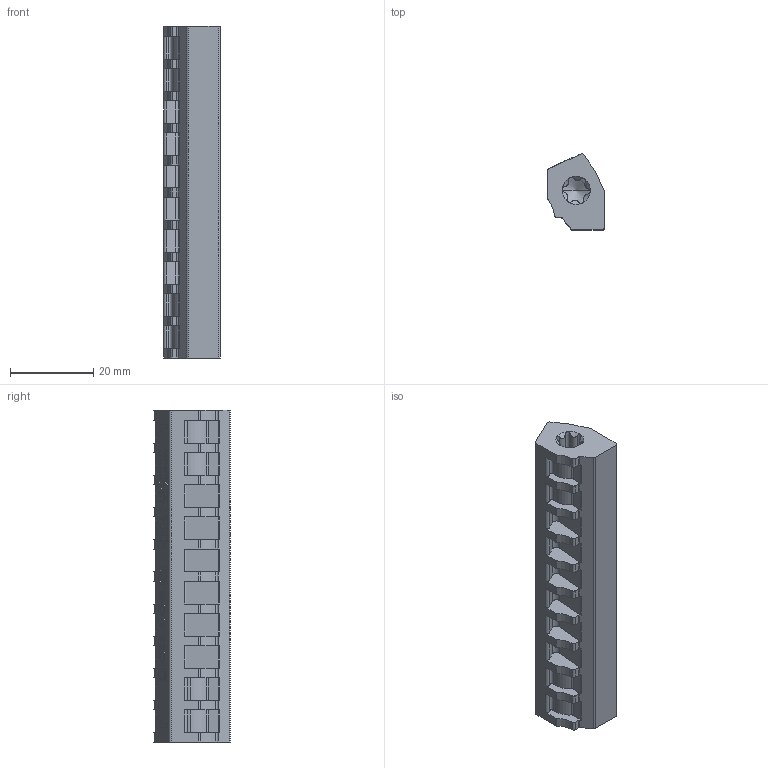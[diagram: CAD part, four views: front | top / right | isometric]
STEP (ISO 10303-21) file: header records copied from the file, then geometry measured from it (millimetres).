
FILE_DESCRIPTION (( 'STEP AP214' ), '1' );
FILE_NAME ('A19_FLEX1-017.P4.STEP', '2023-03-10T12:14:26', ( '' ), ( '' ), 'SwSTEP 2.0', 'SolidWorks 2019', '' );
FILE_SCHEMA (( 'AUTOMOTIVE_DESIGN' ));
Length unit declared in the file: millimetre
Products named in the file (1): A19_FLEX1-017.P4
Bounding box: 13.64 x 18.33 x 80 mm (x, y, z)
Volume: 10545.5 mm3; surface area: 7312.3 mm2
Topology: 1 solids, 1 shells, 839 faces, 2352 edges, 1562 vertices
Faces by surface type: plane 421, cylinder 211, bspline 189, cone 18
Entity records: 36265 total; most frequent: CARTESIAN_POINT 15371, ORIENTED_EDGE 4696, DIRECTION 3550, EDGE_CURVE 2348, VERTEX_POINT 1562, VECTOR 1512, LINE 1512, AXIS2_PLACEMENT_3D 1019
